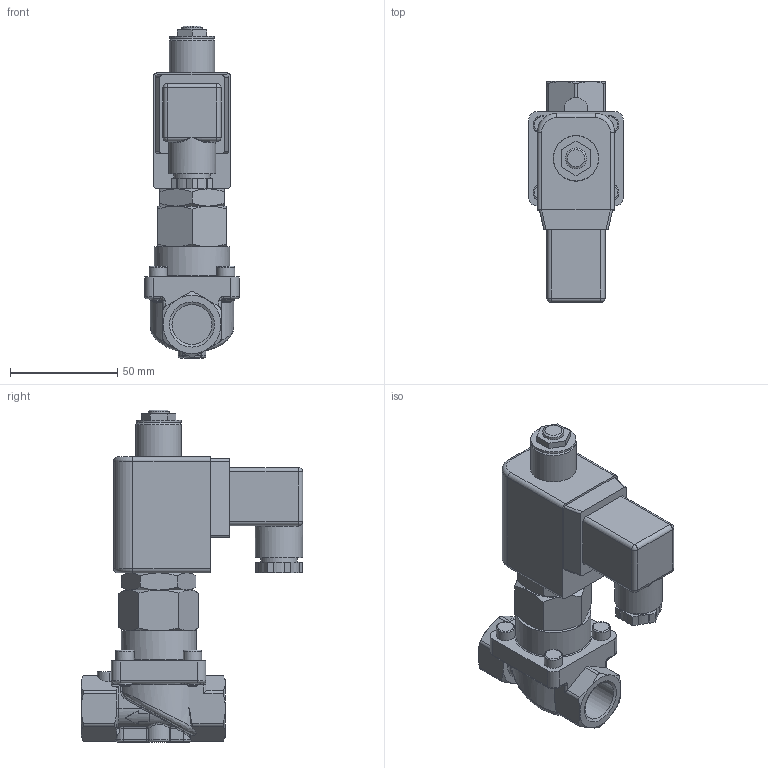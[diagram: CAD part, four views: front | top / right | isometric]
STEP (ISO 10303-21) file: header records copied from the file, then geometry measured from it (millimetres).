
FILE_DESCRIPTION(/* description */ ('E4323/0806/.692-NO 0-16bar'),/* implementation_level */ '2;1');
FILE_NAME(/* name */ '043.004354_E4323-0806-.692-NO1.stp',/* time_stamp */ '2019-08-29T08:41:20+02:00',/* author */ ('EFast'),/* organization */ (''),/* preprocessor_version */ 'ST-DEVELOPER v16.1',/* originating_system */ 'Autodesk Inventor 2016',/* authorisation */ '');
FILE_SCHEMA (('AUTOMOTIVE_DESIGN { 1 0 10303 214 3 1 1 }'));
Length unit declared in the file: millimetre
Products named in the file (1): 88-004307
Bounding box: 44 x 103 x 154.5 mm (x, y, z)
Volume: 227248.7 mm3; surface area: 35699 mm2
Topology: 1 solids, 1 shells, 371 faces, 907 edges, 548 vertices
Faces by surface type: plane 130, cylinder 114, cone 54, torus 37, bspline 22, sphere 14
Full cylindrical faces by diameter (mm): 3.242 x2, 5 x2, 8.5 x4, 9.73 x1, 17 x1, 18.631 x2, 21 x1, 21.2 x1, 22 x1, 35 x1
Entity records: 11637 total; most frequent: CARTESIAN_POINT 3433, DIRECTION 1717, ORIENTED_EDGE 1704, EDGE_CURVE 852, AXIS2_PLACEMENT_3D 692, VERTEX_POINT 534, EDGE_LOOP 422, FACE_OUTER_BOUND 371
